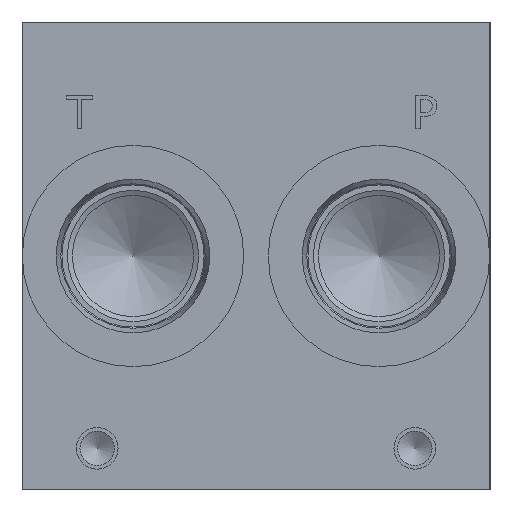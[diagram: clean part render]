
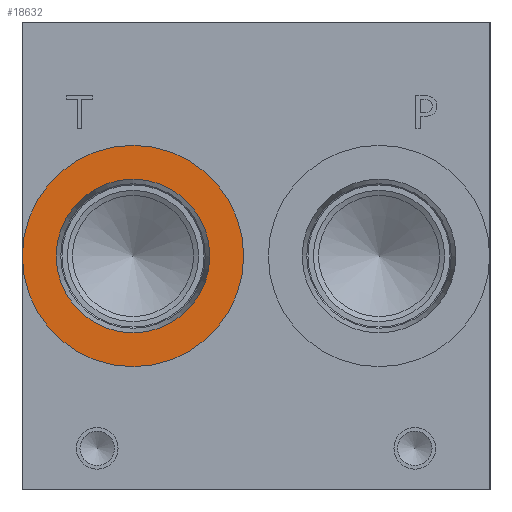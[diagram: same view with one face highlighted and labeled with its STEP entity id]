
A CAD part, left-side view. The second image highlights one B-rep face of the part: STEP entity #18632.
In plain terms, the highlighted planar face has unit normal (-1, 0, 0).
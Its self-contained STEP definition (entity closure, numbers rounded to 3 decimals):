
#387=CIRCLE('',#19503,21.019);
#388=CIRCLE('',#19504,21.019);
#389=CIRCLE('',#19506,14.592);
#390=CIRCLE('',#19507,14.592);
#1010=FACE_BOUND('',#3538,.T.);
#2453=FACE_OUTER_BOUND('',#3537,.T.);
#3537=EDGE_LOOP('',(#15226,#15227));
#3538=EDGE_LOOP('',(#15228,#15229));
#8357=VERTEX_POINT('',#31369);
#8358=VERTEX_POINT('',#31371);
#8359=VERTEX_POINT('',#31375);
#8360=VERTEX_POINT('',#31376);
#10798=EDGE_CURVE('',#8357,#8358,#387,.T.);
#10799=EDGE_CURVE('',#8358,#8357,#388,.T.);
#10800=EDGE_CURVE('',#8359,#8360,#389,.T.);
#10801=EDGE_CURVE('',#8360,#8359,#390,.T.);
#15226=ORIENTED_EDGE('',*,*,#10799,.F.);
#15227=ORIENTED_EDGE('',*,*,#10798,.F.);
#15228=ORIENTED_EDGE('',*,*,#10800,.T.);
#15229=ORIENTED_EDGE('',*,*,#10801,.T.);
#17289=PLANE('',#19505);
#18632=ADVANCED_FACE('',(#2453,#1010),#17289,.F.);
#19503=AXIS2_PLACEMENT_3D('',#31372,#22739,#22740);
#19504=AXIS2_PLACEMENT_3D('',#31373,#22741,#22742);
#19505=AXIS2_PLACEMENT_3D('',#31374,#22743,#22744);
#19506=AXIS2_PLACEMENT_3D('',#31377,#22745,#22746);
#19507=AXIS2_PLACEMENT_3D('',#31378,#22747,#22748);
#22739=DIRECTION('center_axis',(1.,0.,0.));
#22740=DIRECTION('ref_axis',(0.,0.,-1.));
#22741=DIRECTION('center_axis',(1.,0.,0.));
#22742=DIRECTION('ref_axis',(0.,0.,-1.));
#22743=DIRECTION('center_axis',(1.,0.,0.));
#22744=DIRECTION('ref_axis',(0.,0.,-1.));
#22745=DIRECTION('center_axis',(1.,0.,0.));
#22746=DIRECTION('ref_axis',(0.,0.,-1.));
#22747=DIRECTION('center_axis',(1.,0.,0.));
#22748=DIRECTION('ref_axis',(0.,0.,-1.));
#31369=CARTESIAN_POINT('',(0.787,67.818,23.432));
#31371=CARTESIAN_POINT('',(0.787,67.818,65.469));
#31372=CARTESIAN_POINT('Origin',(0.787,67.818,44.45));
#31373=CARTESIAN_POINT('Origin',(0.787,67.818,44.45));
#31374=CARTESIAN_POINT('Origin',(0.787,67.818,59.042));
#31375=CARTESIAN_POINT('',(0.787,67.818,59.042));
#31376=CARTESIAN_POINT('',(0.787,67.818,29.858));
#31377=CARTESIAN_POINT('Origin',(0.787,67.818,44.45));
#31378=CARTESIAN_POINT('Origin',(0.787,67.818,44.45));
